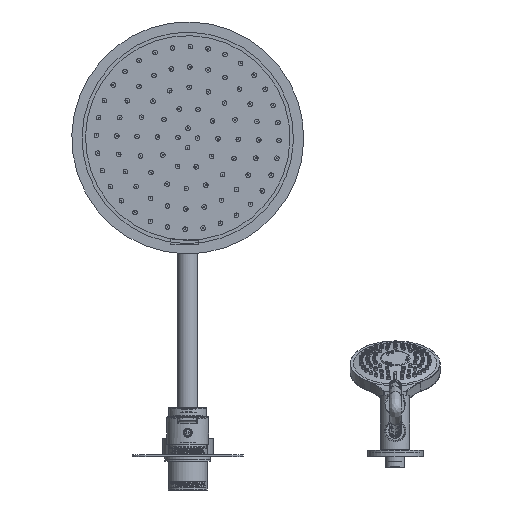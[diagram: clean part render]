
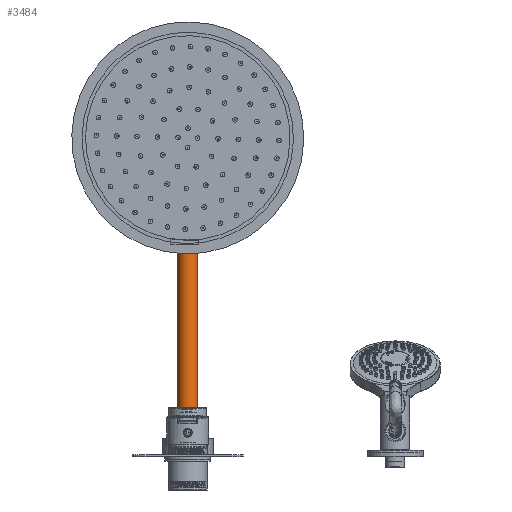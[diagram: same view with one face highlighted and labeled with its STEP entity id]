
A CAD part, front view. The second image highlights one B-rep face of the part: STEP entity #3484.
In plain terms, the highlighted cylindrical face has radius 11 mm (diameter 22 mm), a full revolution.
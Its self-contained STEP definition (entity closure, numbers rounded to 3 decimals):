
#2881 = FACE_OUTER_BOUND ( 'NONE', #7455, .T. ) ;
#3271 = CARTESIAN_POINT ( 'NONE',  ( 37., 658.46, 199.152 ) ) ;
#3484 = ADVANCED_FACE ( 'NONE', ( #20413, #2881 ), #17872, .T. ) ;
#6318 = ORIENTED_EDGE ( 'NONE', *, *, #24704, .F. ) ;
#7288 = EDGE_LOOP ( 'NONE', ( #23178 ) ) ;
#7455 = EDGE_LOOP ( 'NONE', ( #6318 ) ) ;
#7608 = DIRECTION ( 'NONE',  ( -1., 0., 0. ) ) ;
#7688 = CARTESIAN_POINT ( 'NONE',  ( 26., 658.46, -84.348 ) ) ;
#8024 = DIRECTION ( 'NONE',  ( -1., 0., 0. ) ) ;
#8335 = AXIS2_PLACEMENT_3D ( 'NONE', #3271, #17338, #8024 ) ;
#11698 = DIRECTION ( 'NONE',  ( 0., 0., 1. ) ) ;
#13845 = VERTEX_POINT ( 'NONE', #7688 ) ;
#14046 = DIRECTION ( 'NONE',  ( 1., 0., 0. ) ) ;
#14472 = DIRECTION ( 'NONE',  ( 0., 0., -1. ) ) ;
#16338 = AXIS2_PLACEMENT_3D ( 'NONE', #19168, #14472, #7608 ) ;
#16959 = CIRCLE ( 'NONE', #19713, 11. ) ;
#17338 = DIRECTION ( 'NONE',  ( 0., 0., -1. ) ) ;
#17662 = CARTESIAN_POINT ( 'NONE',  ( 48., 658.46, 199.152 ) ) ;
#17872 = CYLINDRICAL_SURFACE ( 'NONE', #8335, 11. ) ;
#19168 = CARTESIAN_POINT ( 'NONE',  ( 37., 658.46, -84.348 ) ) ;
#19713 = AXIS2_PLACEMENT_3D ( 'NONE', #27836, #11698, #14046 ) ;
#20413 = FACE_OUTER_BOUND ( 'NONE', #7288, .T. ) ;
#22867 = EDGE_CURVE ( 'NONE', #13845, #13845, #23795, .T. ) ;
#23178 = ORIENTED_EDGE ( 'NONE', *, *, #22867, .F. ) ;
#23795 = CIRCLE ( 'NONE', #16338, 11. ) ;
#24704 = EDGE_CURVE ( 'NONE', #24769, #24769, #16959, .T. ) ;
#24769 = VERTEX_POINT ( 'NONE', #17662 ) ;
#27836 = CARTESIAN_POINT ( 'NONE',  ( 37., 658.46, 199.152 ) ) ;
